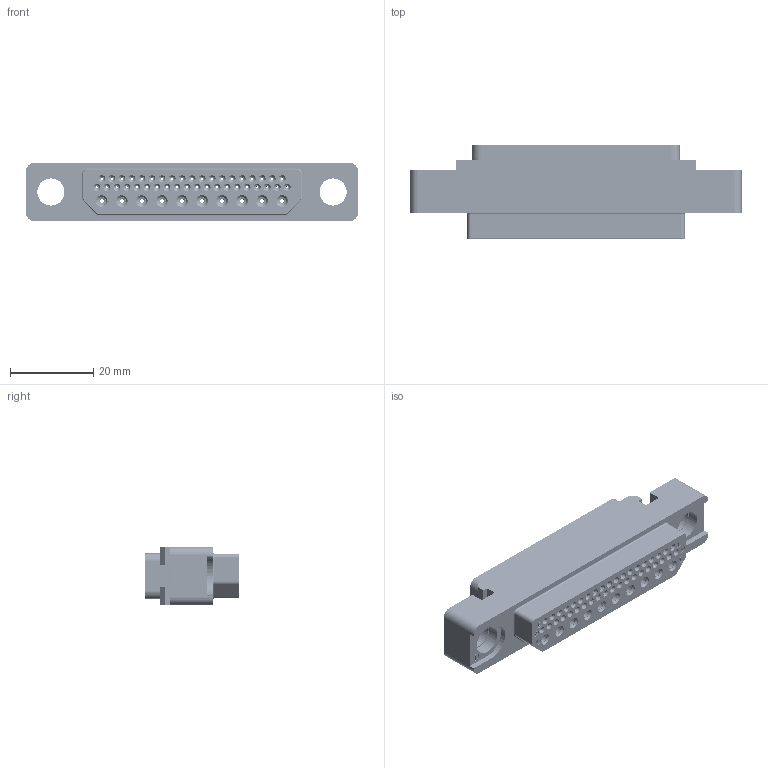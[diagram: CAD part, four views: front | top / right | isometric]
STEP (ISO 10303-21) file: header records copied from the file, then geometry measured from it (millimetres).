
FILE_DESCRIPTION((''),'2;1');
FILE_NAME('1900ND03S1X00C','2019-10-29T',('presta_be4'),(''),'CREO PARAMETRIC BY PTC INC, 2018360','CREO PARAMETRIC BY PTC INC, 2018360','');
FILE_SCHEMA(('CONFIG_CONTROL_DESIGN'));
Products named in the file (1): 1900ND03S1X00C
Bounding box: 80 x 22.52 x 14 mm (x, y, z)
Volume: 12122.6 mm3; surface area: 13066.1 mm2
Topology: 1 solids, 1 shells, 4424 faces, 10216 edges, 6106 vertices
Faces by surface type: plane 1529, torus 1112, cylinder 1068, cone 709, bspline 6
Entity records: 125985 total; most frequent: DIRECTION 23792, CARTESIAN_POINT 21868, ORIENTED_EDGE 20432, EDGE_CURVE 10216, AXIS2_PLACEMENT_3D 9225, VERTEX_POINT 6106, VECTOR 5342, LINE 5342
